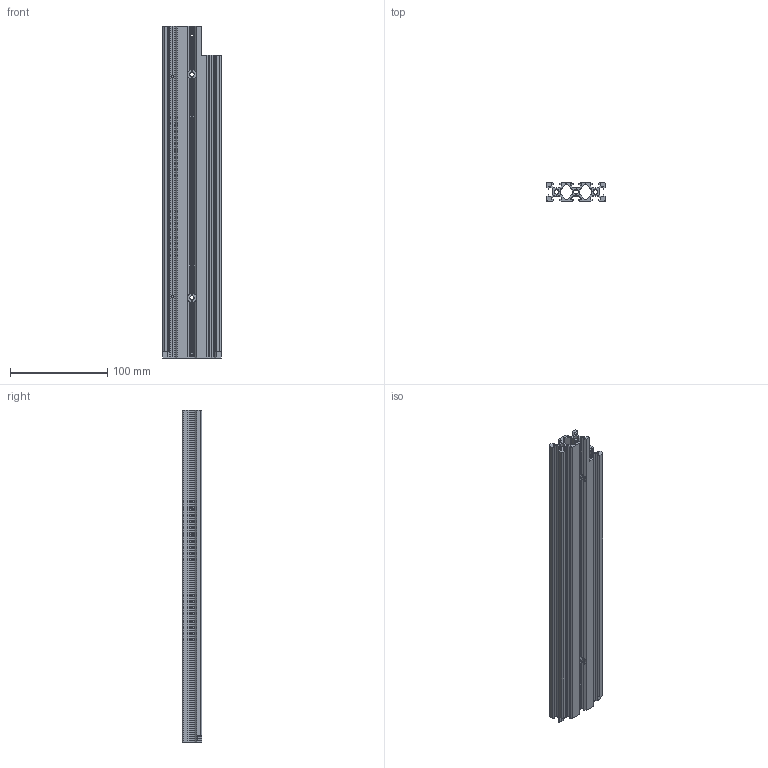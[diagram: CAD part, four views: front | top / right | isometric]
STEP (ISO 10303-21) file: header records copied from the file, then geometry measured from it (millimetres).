
FILE_DESCRIPTION(/* description */ ('STEP AP214'),/* implementation_level */ '2;1');
FILE_NAME(/* name */ '20x60x342.stp',/* time_stamp */ '2023-03-07T14:39:23+03:00',/* author */ ('Josh'),/* organization */ (''),/* preprocessor_version */ 'ST-DEVELOPER v19',/* originating_system */ 'Autodesk Inventor 2023',/* authorisation */ '');
FILE_SCHEMA (('AUTOMOTIVE_DESIGN { 1 0 10303 214 3 1 1 }'));
Length unit declared in the file: millimetre
Products named in the file (1): V226X Êîíñòðóêöèîíí
ûé ïðîôèëü 20õ60
Bounding box: 60 x 20 x 342 mm (x, y, z)
Volume: 152662.6 mm3; surface area: 138091.8 mm2
Topology: 1 solids, 1 shells, 332 faces, 1034 edges, 692 vertices
Faces by surface type: cylinder 169, plane 163
Full cylindrical faces by diameter (mm): 2.85 x5, 4.2 x1, 4.5 x4, 5 x3
Entity records: 12691 total; most frequent: CARTESIAN_POINT 2916, ORIENTED_EDGE 2068, DIRECTION 1942, EDGE_CURVE 1034, VERTEX_POINT 692, AXIS2_PLACEMENT_3D 668, LINE 606, VECTOR 606
